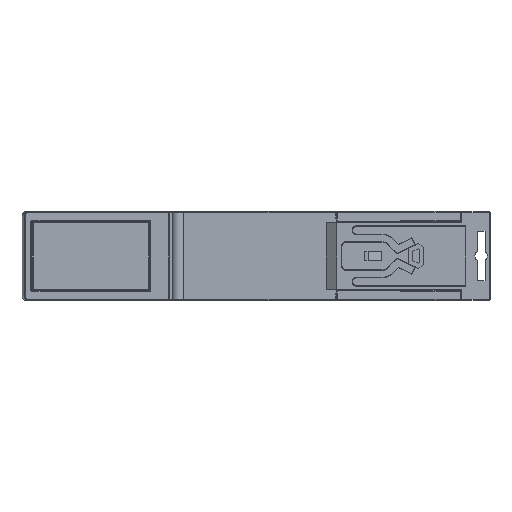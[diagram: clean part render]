
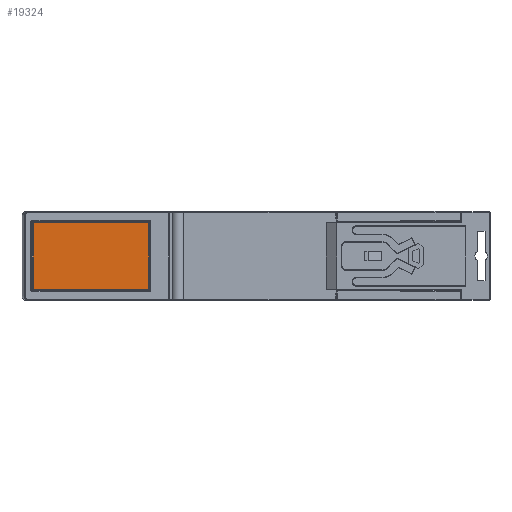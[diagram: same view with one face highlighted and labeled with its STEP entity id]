
A CAD part, left-side view. The second image highlights one B-rep face of the part: STEP entity #19324.
In plain terms, the highlighted planar face has unit normal (-1, 0, 0).
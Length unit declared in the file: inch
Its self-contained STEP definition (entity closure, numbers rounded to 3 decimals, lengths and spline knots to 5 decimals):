
#337 = ORIENTED_EDGE ( 'NONE', *, *, #8763, .T. ) ;
#774 = CARTESIAN_POINT ( 'NONE',  ( 0.1378, 0.7877, -0.26545 ) ) ;
#1518 = VERTEX_POINT ( 'NONE', #8469 ) ;
#2316 = CARTESIAN_POINT ( 'NONE',  ( 0.1378, -6.36018, -0.26545 ) ) ;
#4223 = ORIENTED_EDGE ( 'NONE', *, *, #15081, .T. ) ;
#8411 = DIRECTION ( 'NONE',  ( 0., 1., 0. ) ) ;
#8469 = CARTESIAN_POINT ( 'NONE',  ( 0.1378, 1.70246, -0.26545 ) ) ;
#8763 = EDGE_CURVE ( 'NONE', #33986, #14525, #31675, .T. ) ;
#10428 = DIRECTION ( 'NONE',  ( 0., 0., -1. ) ) ;
#10437 = CARTESIAN_POINT ( 'NONE',  ( 0.1378, 0.7877, 0.26545 ) ) ;
#11864 = EDGE_CURVE ( 'NONE', #26977, #33986, #16791, .T. ) ;
#12406 = EDGE_CURVE ( 'NONE', #1518, #26977, #16368, .T. ) ;
#14525 = VERTEX_POINT ( 'NONE', #29247 ) ;
#15081 = EDGE_CURVE ( 'NONE', #14525, #1518, #26427, .T. ) ;
#15625 = PLANE ( 'NONE',  #20824 ) ;
#16368 = LINE ( 'NONE', #2316, #26160 ) ;
#16791 = LINE ( 'NONE', #32467, #27019 ) ;
#17272 = ORIENTED_EDGE ( 'NONE', *, *, #12406, .T. ) ;
#19324 = ADVANCED_FACE ( 'NONE', ( #27992 ), #15625, .F. ) ;
#19327 = DIRECTION ( 'NONE',  ( 0., 0., 1. ) ) ;
#20665 = CARTESIAN_POINT ( 'NONE',  ( 0.1378, 0.69882, 1.9685 ) ) ;
#20690 = VECTOR ( 'NONE', #32171, 39.37008 ) ;
#20824 = AXIS2_PLACEMENT_3D ( 'NONE', #20665, #28658, #10428 ) ;
#22969 = EDGE_LOOP ( 'NONE', ( #337, #4223, #17272, #33988 ) ) ;
#24376 = CARTESIAN_POINT ( 'NONE',  ( 0.1378, 1.70246, -1.27814 ) ) ;
#25542 = DIRECTION ( 'NONE',  ( 0., -1., 0. ) ) ;
#26160 = VECTOR ( 'NONE', #25542, 39.37008 ) ;
#26427 = LINE ( 'NONE', #24376, #20690 ) ;
#26977 = VERTEX_POINT ( 'NONE', #774 ) ;
#27019 = VECTOR ( 'NONE', #19327, 39.37008 ) ;
#27992 = FACE_OUTER_BOUND ( 'NONE', #22969, .T. ) ;
#28658 = DIRECTION ( 'NONE',  ( 1., 0., 0. ) ) ;
#29247 = CARTESIAN_POINT ( 'NONE',  ( 0.1378, 1.70246, 0.26545 ) ) ;
#30002 = VECTOR ( 'NONE', #8411, 39.37008 ) ;
#31675 = LINE ( 'NONE', #31802, #30002 ) ;
#31802 = CARTESIAN_POINT ( 'NONE',  ( 0.1378, 6.46172, 0.26545 ) ) ;
#32171 = DIRECTION ( 'NONE',  ( 0., 0., -1. ) ) ;
#32467 = CARTESIAN_POINT ( 'NONE',  ( 0.1378, 0.7877, 1.27814 ) ) ;
#33986 = VERTEX_POINT ( 'NONE', #10437 ) ;
#33988 = ORIENTED_EDGE ( 'NONE', *, *, #11864, .T. ) ;
